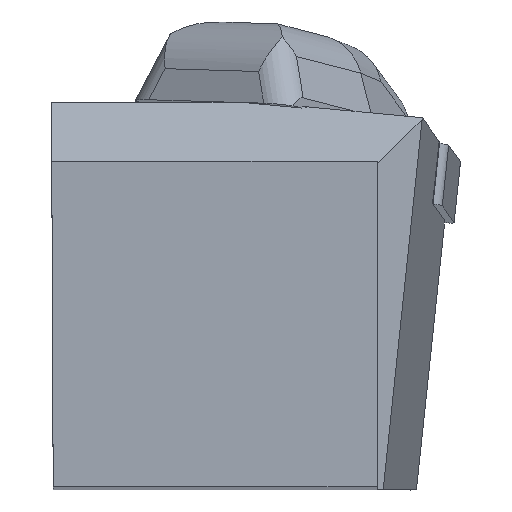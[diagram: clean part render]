
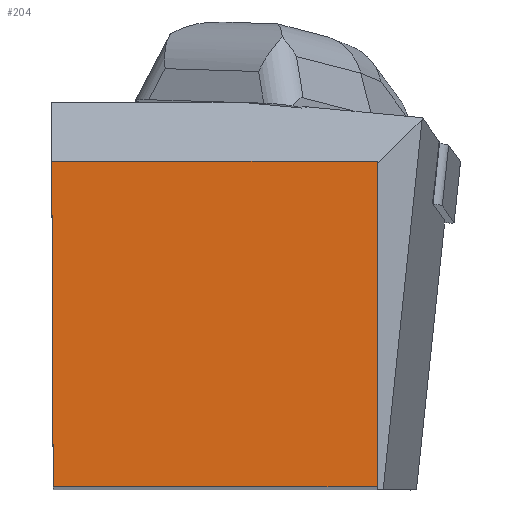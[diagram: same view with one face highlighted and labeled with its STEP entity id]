
A CAD part, top view. The second image highlights one B-rep face of the part: STEP entity #204.
In plain terms, the highlighted planar face has unit normal (0, 0, 1).
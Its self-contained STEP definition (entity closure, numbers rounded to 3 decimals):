
#142=FACE_OUTER_BOUND('',#589,.T.);
#204=ADVANCED_FACE('BLANK_BOXF006',(#142),#260,.F.);
#260=PLANE('',#1384);
#341=LINE('',#1986,#472);
#347=LINE('',#1999,#478);
#354=LINE('',#2011,#485);
#355=LINE('',#2013,#486);
#472=VECTOR('',#1576,1.);
#478=VECTOR('',#1584,1.);
#485=VECTOR('',#1595,1.);
#486=VECTOR('',#1596,1.);
#589=EDGE_LOOP('',(#749,#750,#751,#752));
#749=ORIENTED_EDGE('',*,*,#1163,.T.);
#750=ORIENTED_EDGE('',*,*,#1164,.T.);
#751=ORIENTED_EDGE('',*,*,#1150,.T.);
#752=ORIENTED_EDGE('',*,*,#1156,.T.);
#1022=VERTEX_POINT('',#1985);
#1023=VERTEX_POINT('',#1987);
#1028=VERTEX_POINT('',#1998);
#1032=VERTEX_POINT('',#2012);
#1150=EDGE_CURVE('',#1023,#1022,#341,.T.);
#1156=EDGE_CURVE('',#1022,#1028,#347,.T.);
#1163=EDGE_CURVE('',#1028,#1032,#354,.T.);
#1164=EDGE_CURVE('',#1032,#1023,#355,.T.);
#1384=AXIS2_PLACEMENT_3D('',#2014,#1597,#1598);
#1576=DIRECTION('',(0.004,-1.,0.));
#1584=DIRECTION('',(1.,0.,0.));
#1595=DIRECTION('',(0.,1.,0.));
#1596=DIRECTION('',(-1.,0.,0.));
#1597=DIRECTION('',(0.,0.,-1.));
#1598=DIRECTION('',(1.,0.,0.));
#1985=CARTESIAN_POINT('',(0.11,0.,0.));
#1986=CARTESIAN_POINT('',(-0.607,164.398,0.));
#1987=CARTESIAN_POINT('',(0.,25.273,0.));
#1998=CARTESIAN_POINT('',(25.273,0.,0.));
#1999=CARTESIAN_POINT('',(-164.4,0.,0.));
#2011=CARTESIAN_POINT('',(25.273,-164.4,0.));
#2012=CARTESIAN_POINT('',(25.273,25.273,0.));
#2013=CARTESIAN_POINT('',(164.4,25.273,0.));
#2014=CARTESIAN_POINT('',(43.75,-5.,0.));
